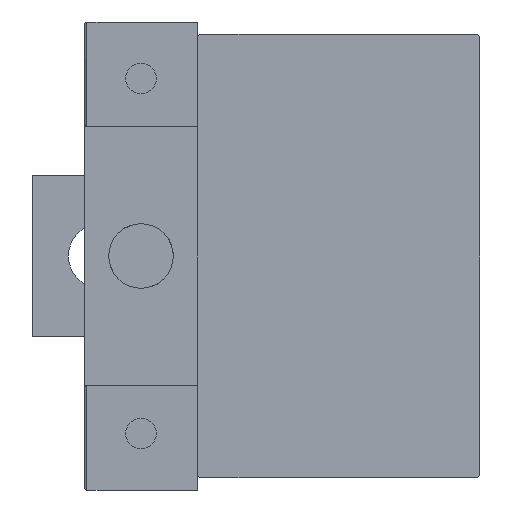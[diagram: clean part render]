
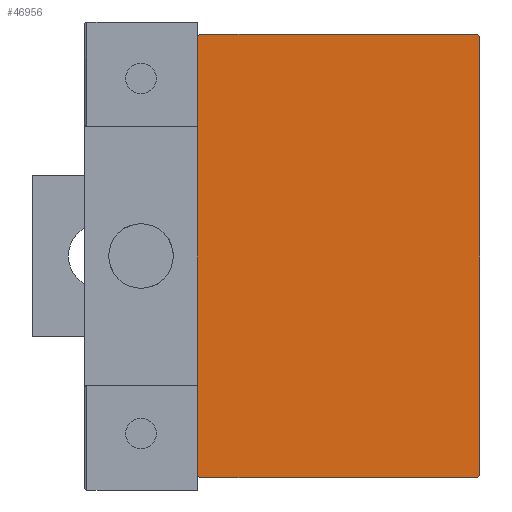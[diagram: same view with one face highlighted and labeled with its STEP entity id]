
A CAD part, left-side view. The second image highlights one B-rep face of the part: STEP entity #46956.
In plain terms, the highlighted face is planar.
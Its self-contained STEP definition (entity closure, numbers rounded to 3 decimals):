
#4572 = CARTESIAN_POINT ( 'NONE',  ( 56., 17.2, 27.5 ) ) ;
#5477 = CARTESIAN_POINT ( 'NONE',  ( 56., -17.5, -27.5 ) ) ;
#5485 = VERTEX_POINT ( 'NONE', #37271 ) ;
#6003 = VERTEX_POINT ( 'NONE', #4572 ) ;
#6320 = DIRECTION ( 'NONE',  ( 0., 0., 1. ) ) ;
#6437 = VECTOR ( 'NONE', #20901, 1000. ) ;
#6706 = AXIS2_PLACEMENT_3D ( 'NONE', #25820, #17257, #29107 ) ;
#7550 = LINE ( 'NONE', #49488, #38502 ) ;
#7975 = DIRECTION ( 'NONE',  ( 0., -1., 0. ) ) ;
#8128 = VERTEX_POINT ( 'NONE', #13195 ) ;
#8367 = VECTOR ( 'NONE', #15611, 1000. ) ;
#9630 = ORIENTED_EDGE ( 'NONE', *, *, #31838, .T. ) ;
#10330 = CARTESIAN_POINT ( 'NONE',  ( 56., -17.2, 27.5 ) ) ;
#12469 = CARTESIAN_POINT ( 'NONE',  ( 56., 17.5, -27.2 ) ) ;
#13195 = CARTESIAN_POINT ( 'NONE',  ( 56., -17.5, 27.2 ) ) ;
#13980 = ORIENTED_EDGE ( 'NONE', *, *, #18557, .T. ) ;
#14228 = PLANE ( 'NONE',  #6706 ) ;
#14732 = VERTEX_POINT ( 'NONE', #36265 ) ;
#14902 = DIRECTION ( 'NONE',  ( 0., 0., -1. ) ) ;
#15611 = DIRECTION ( 'NONE',  ( 0., -0.707, 0.707 ) ) ;
#15765 = CARTESIAN_POINT ( 'NONE',  ( 56., 17.5, 27.2 ) ) ;
#16799 = VECTOR ( 'NONE', #48231, 1000. ) ;
#17008 = VECTOR ( 'NONE', #45362, 1000. ) ;
#17194 = CARTESIAN_POINT ( 'NONE',  ( 56., 22.35, -22.35 ) ) ;
#17257 = DIRECTION ( 'NONE',  ( 1., 0., 0. ) ) ;
#17630 = VECTOR ( 'NONE', #40320, 1000. ) ;
#17839 = VERTEX_POINT ( 'NONE', #12469 ) ;
#18557 = EDGE_CURVE ( 'NONE', #8128, #5485, #7550, .T. ) ;
#19351 = CARTESIAN_POINT ( 'NONE',  ( 56., -22.35, -22.35 ) ) ;
#20838 = EDGE_CURVE ( 'NONE', #14732, #17839, #20973, .T. ) ;
#20901 = DIRECTION ( 'NONE',  ( 0., 1., 0. ) ) ;
#20946 = ORIENTED_EDGE ( 'NONE', *, *, #20838, .T. ) ;
#20973 = LINE ( 'NONE', #17194, #16799 ) ;
#21780 = EDGE_CURVE ( 'NONE', #17839, #41799, #29307, .T. ) ;
#22883 = CARTESIAN_POINT ( 'NONE',  ( 56., 17.5, 27.5 ) ) ;
#23451 = EDGE_CURVE ( 'NONE', #38015, #14732, #40093, .T. ) ;
#23635 = EDGE_CURVE ( 'NONE', #6003, #34311, #47539, .T. ) ;
#24809 = FACE_OUTER_BOUND ( 'NONE', #27267, .T. ) ;
#24957 = VECTOR ( 'NONE', #7975, 1000. ) ;
#25820 = CARTESIAN_POINT ( 'NONE',  ( 56., 0., 0. ) ) ;
#27267 = EDGE_LOOP ( 'NONE', ( #33699, #20946, #37951, #30628, #38079, #9630, #13980, #41195 ) ) ;
#28209 = CARTESIAN_POINT ( 'NONE',  ( 56., -22.35, 22.35 ) ) ;
#29107 = DIRECTION ( 'NONE',  ( 0., 0., -1. ) ) ;
#29307 = LINE ( 'NONE', #44712, #36188 ) ;
#29990 = EDGE_CURVE ( 'NONE', #5485, #38015, #34747, .T. ) ;
#30503 = CARTESIAN_POINT ( 'NONE',  ( 56., -17.2, -27.5 ) ) ;
#30628 = ORIENTED_EDGE ( 'NONE', *, *, #49808, .T. ) ;
#31838 = EDGE_CURVE ( 'NONE', #34311, #8128, #36289, .T. ) ;
#33699 = ORIENTED_EDGE ( 'NONE', *, *, #23451, .T. ) ;
#34311 = VERTEX_POINT ( 'NONE', #10330 ) ;
#34747 = LINE ( 'NONE', #19351, #17008 ) ;
#34810 = CARTESIAN_POINT ( 'NONE',  ( 56., 22.35, 22.35 ) ) ;
#36188 = VECTOR ( 'NONE', #6320, 1000. ) ;
#36265 = CARTESIAN_POINT ( 'NONE',  ( 56., 17.2, -27.5 ) ) ;
#36289 = LINE ( 'NONE', #28209, #17630 ) ;
#37271 = CARTESIAN_POINT ( 'NONE',  ( 56., -17.5, -27.2 ) ) ;
#37951 = ORIENTED_EDGE ( 'NONE', *, *, #21780, .T. ) ;
#38015 = VERTEX_POINT ( 'NONE', #30503 ) ;
#38079 = ORIENTED_EDGE ( 'NONE', *, *, #23635, .T. ) ;
#38502 = VECTOR ( 'NONE', #14902, 1000. ) ;
#40093 = LINE ( 'NONE', #5477, #6437 ) ;
#40320 = DIRECTION ( 'NONE',  ( 0., -0.707, -0.707 ) ) ;
#41195 = ORIENTED_EDGE ( 'NONE', *, *, #29990, .T. ) ;
#41799 = VERTEX_POINT ( 'NONE', #15765 ) ;
#44712 = CARTESIAN_POINT ( 'NONE',  ( 56., 17.5, -27.5 ) ) ;
#45362 = DIRECTION ( 'NONE',  ( 0., 0.707, -0.707 ) ) ;
#46956 = ADVANCED_FACE ( 'NONE', ( #24809 ), #14228, .T. ) ;
#47539 = LINE ( 'NONE', #22883, #24957 ) ;
#48231 = DIRECTION ( 'NONE',  ( 0., 0.707, 0.707 ) ) ;
#49488 = CARTESIAN_POINT ( 'NONE',  ( 56., -17.5, 27.5 ) ) ;
#49700 = LINE ( 'NONE', #34810, #8367 ) ;
#49808 = EDGE_CURVE ( 'NONE', #41799, #6003, #49700, .T. ) ;
